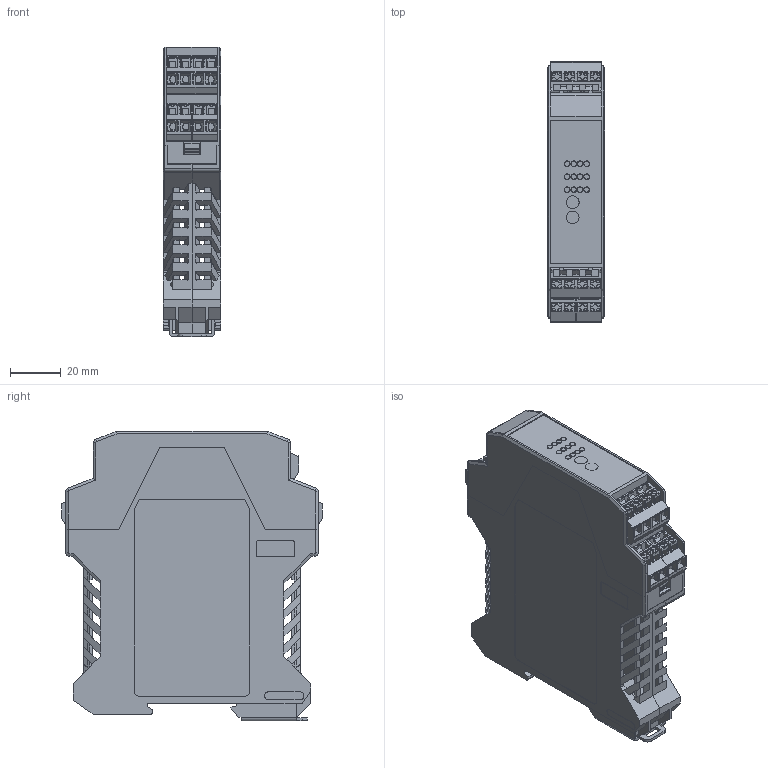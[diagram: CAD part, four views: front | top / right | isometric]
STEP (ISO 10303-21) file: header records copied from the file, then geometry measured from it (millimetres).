
FILE_DESCRIPTION(/* description */ ('Alibre Inc.'),/* implementation_level */ '2;1');
FILE_NAME(/* name */ 'export-D5463892-062E-48CC-9D6D-CF4E34FA5227',/* time_stamp */ '2019-03-13T13:00:51+01:00',/* author */ (''),/* organization */ (''),/* preprocessor_version */ 'ST-DEVELOPER v17',/* originating_system */ 'Alibre',/* authorisation */ '');
FILE_SCHEMA (('AUTOMOTIVE_DESIGN'));
Length unit declared in the file: millimetre
Products named in the file (16): ID_1
Bounding box: 22.6 x 102.3 x 113.6 mm (x, y, z)
Volume: 71210 mm3; surface area: 82907.8 mm2
Topology: 29 solids, 29 shells, 6316 faces, 17446 edges, 11307 vertices
Faces by surface type: plane 5075, cylinder 1067, cone 68, torus 58, sphere 48
Full cylindrical faces by diameter (mm): 2.08 x12, 2.2 x12, 2.22 x12, 4.98 x1, 5 x2, 5.02 x1
Entity records: 136101 total; most frequent: CARTESIAN_POINT 25249, ORIENTED_EDGE 24680, DIRECTION 18376, EDGE_CURVE 12337, VECTOR 10570, LINE 10570, VERTEX_POINT 8050, AXIS2_PLACEMENT_3D 5589
